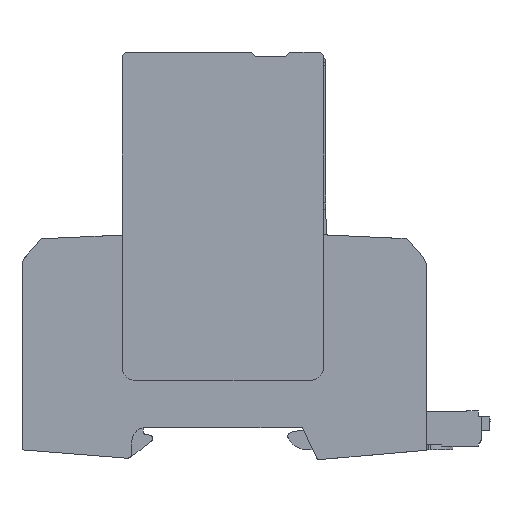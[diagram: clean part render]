
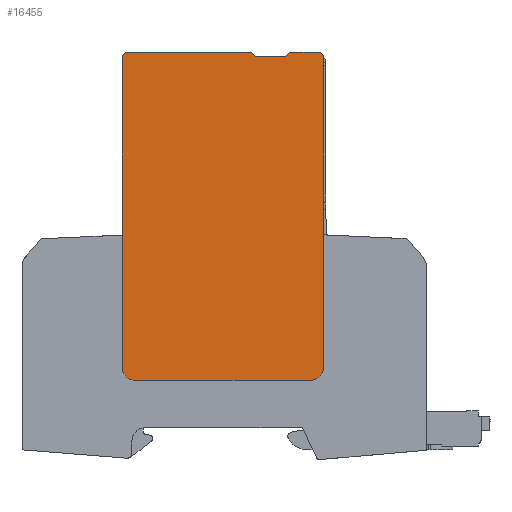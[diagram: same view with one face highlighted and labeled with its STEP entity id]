
A CAD part, left-side view. The second image highlights one B-rep face of the part: STEP entity #16455.
In plain terms, the highlighted planar face has unit normal (-1, 0, 0).
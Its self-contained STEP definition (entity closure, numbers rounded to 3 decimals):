
#16302=AXIS2_PLACEMENT_3D('Plane Axis2P3D',#16299,#16300,#16301) ;
#16299=CARTESIAN_POINT('Axis2P3D Location',(0.,81.127,17.703)) ;
#16305=CARTESIAN_POINT('Control Point',(0.,82.127,53.28)) ;
#16306=CARTESIAN_POINT('Control Point',(0.,82.127,46.765)) ;
#16307=CARTESIAN_POINT('Control Point',(0.,82.127,40.249)) ;
#16308=CARTESIAN_POINT('Control Point',(0.,82.127,33.734)) ;
#16309=CARTESIAN_POINT('Control Point',(0.,82.127,27.218)) ;
#16310=CARTESIAN_POINT('Control Point',(0.,82.127,20.703)) ;
#16311=CARTESIAN_POINT('Vertex',(0.,82.127,53.28)) ;
#16313=CARTESIAN_POINT('Vertex',(0.,82.127,20.703)) ;
#16317=CARTESIAN_POINT('Control Point',(0.,82.127,20.703)) ;
#16318=CARTESIAN_POINT('Control Point',(0.,82.127,19.76)) ;
#16319=CARTESIAN_POINT('Control Point',(0.,81.758,18.817)) ;
#16320=CARTESIAN_POINT('Control Point',(0.,81.013,18.072)) ;
#16321=CARTESIAN_POINT('Control Point',(0.,80.07,17.703)) ;
#16322=CARTESIAN_POINT('Control Point',(0.,79.127,17.703)) ;
#16323=CARTESIAN_POINT('Vertex',(0.,79.127,17.703)) ;
#16327=CARTESIAN_POINT('Control Point',(0.,79.127,17.703)) ;
#16328=CARTESIAN_POINT('Control Point',(0.,71.327,17.703)) ;
#16329=CARTESIAN_POINT('Control Point',(0.,63.527,17.703)) ;
#16330=CARTESIAN_POINT('Control Point',(0.,55.727,17.703)) ;
#16331=CARTESIAN_POINT('Control Point',(0.,47.927,17.703)) ;
#16332=CARTESIAN_POINT('Control Point',(0.,40.127,17.703)) ;
#16333=CARTESIAN_POINT('Vertex',(0.,40.127,17.703)) ;
#16337=CARTESIAN_POINT('Control Point',(0.,40.127,17.703)) ;
#16338=CARTESIAN_POINT('Control Point',(0.,39.185,17.703)) ;
#16339=CARTESIAN_POINT('Control Point',(0.,38.241,18.072)) ;
#16340=CARTESIAN_POINT('Control Point',(0.,37.496,18.817)) ;
#16341=CARTESIAN_POINT('Control Point',(0.,37.127,19.76)) ;
#16342=CARTESIAN_POINT('Control Point',(0.,37.127,20.703)) ;
#16343=CARTESIAN_POINT('Vertex',(0.,37.127,20.703)) ;
#16347=CARTESIAN_POINT('Control Point',(0.,37.127,20.703)) ;
#16348=CARTESIAN_POINT('Control Point',(0.,37.127,27.218)) ;
#16349=CARTESIAN_POINT('Control Point',(0.,37.127,33.734)) ;
#16350=CARTESIAN_POINT('Control Point',(0.,37.127,40.249)) ;
#16351=CARTESIAN_POINT('Control Point',(0.,37.127,46.765)) ;
#16352=CARTESIAN_POINT('Control Point',(0.,37.127,53.28)) ;
#16353=CARTESIAN_POINT('Vertex',(0.,37.127,53.28)) ;
#16357=CARTESIAN_POINT('Control Point',(0.,37.127,53.28)) ;
#16358=CARTESIAN_POINT('Control Point',(0.,37.127,59.144)) ;
#16359=CARTESIAN_POINT('Control Point',(0.,37.127,65.008)) ;
#16360=CARTESIAN_POINT('Control Point',(0.,37.127,70.872)) ;
#16361=CARTESIAN_POINT('Control Point',(0.,37.127,76.736)) ;
#16362=CARTESIAN_POINT('Control Point',(0.,37.127,82.6)) ;
#16363=CARTESIAN_POINT('Vertex',(0.,37.127,82.6)) ;
#16366=CARTESIAN_POINT('Line Origine',(0.,37.127,86.425)) ;
#16370=CARTESIAN_POINT('Vertex',(0.,37.127,90.25)) ;
#16373=CARTESIAN_POINT('Line Origine',(0.,37.502,90.625)) ;
#16377=CARTESIAN_POINT('Vertex',(0.,37.877,91.)) ;
#16380=CARTESIAN_POINT('Line Origine',(0.,41.302,91.)) ;
#16384=CARTESIAN_POINT('Vertex',(0.,44.727,91.)) ;
#16387=CARTESIAN_POINT('Line Origine',(0.,45.177,90.55)) ;
#16391=CARTESIAN_POINT('Vertex',(0.,45.627,90.1)) ;
#16394=CARTESIAN_POINT('Line Origine',(0.,48.977,90.1)) ;
#16398=CARTESIAN_POINT('Vertex',(0.,52.327,90.1)) ;
#16401=CARTESIAN_POINT('Line Origine',(0.,52.777,90.55)) ;
#16405=CARTESIAN_POINT('Vertex',(0.,53.227,91.)) ;
#16408=CARTESIAN_POINT('Line Origine',(0.,67.302,91.)) ;
#16412=CARTESIAN_POINT('Vertex',(0.,81.377,91.)) ;
#16415=CARTESIAN_POINT('Line Origine',(0.,81.752,90.625)) ;
#16419=CARTESIAN_POINT('Vertex',(0.,82.127,90.25)) ;
#16422=CARTESIAN_POINT('Line Origine',(0.,82.127,86.425)) ;
#16426=CARTESIAN_POINT('Vertex',(0.,82.127,82.6)) ;
#16430=CARTESIAN_POINT('Control Point',(0.,82.127,82.6)) ;
#16431=CARTESIAN_POINT('Control Point',(0.,82.127,76.736)) ;
#16432=CARTESIAN_POINT('Control Point',(0.,82.127,70.872)) ;
#16433=CARTESIAN_POINT('Control Point',(0.,82.127,65.008)) ;
#16434=CARTESIAN_POINT('Control Point',(0.,82.127,59.144)) ;
#16435=CARTESIAN_POINT('Control Point',(0.,82.127,53.28)) ;
#16300=DIRECTION('Axis2P3D Direction',(-1.,0.,0.)) ;
#16301=DIRECTION('Axis2P3D XDirection',(0.,1.,0.)) ;
#16367=DIRECTION('Vector Direction',(0.,0.,1.)) ;
#16374=DIRECTION('Vector Direction',(0.,0.707,0.707)) ;
#16381=DIRECTION('Vector Direction',(0.,1.,0.)) ;
#16388=DIRECTION('Vector Direction',(0.,0.707,-0.707)) ;
#16395=DIRECTION('Vector Direction',(0.,1.,0.)) ;
#16402=DIRECTION('Vector Direction',(0.,0.707,0.707)) ;
#16409=DIRECTION('Vector Direction',(0.,1.,0.)) ;
#16416=DIRECTION('Vector Direction',(0.,0.707,-0.707)) ;
#16423=DIRECTION('Vector Direction',(0.,0.,1.)) ;
#16368=VECTOR('Line Direction',#16367,1.) ;
#16375=VECTOR('Line Direction',#16374,1.) ;
#16382=VECTOR('Line Direction',#16381,1.) ;
#16389=VECTOR('Line Direction',#16388,1.) ;
#16396=VECTOR('Line Direction',#16395,1.) ;
#16403=VECTOR('Line Direction',#16402,1.) ;
#16410=VECTOR('Line Direction',#16409,1.) ;
#16417=VECTOR('Line Direction',#16416,1.) ;
#16424=VECTOR('Line Direction',#16423,1.) ;
#16438=ORIENTED_EDGE('',*,*,#16315,.T.) ;
#16439=ORIENTED_EDGE('',*,*,#16325,.T.) ;
#16440=ORIENTED_EDGE('',*,*,#16335,.T.) ;
#16441=ORIENTED_EDGE('',*,*,#16345,.T.) ;
#16442=ORIENTED_EDGE('',*,*,#16355,.T.) ;
#16443=ORIENTED_EDGE('',*,*,#16365,.T.) ;
#16444=ORIENTED_EDGE('',*,*,#16372,.T.) ;
#16445=ORIENTED_EDGE('',*,*,#16379,.T.) ;
#16446=ORIENTED_EDGE('',*,*,#16386,.T.) ;
#16447=ORIENTED_EDGE('',*,*,#16393,.T.) ;
#16448=ORIENTED_EDGE('',*,*,#16400,.T.) ;
#16449=ORIENTED_EDGE('',*,*,#16407,.T.) ;
#16450=ORIENTED_EDGE('',*,*,#16414,.T.) ;
#16451=ORIENTED_EDGE('',*,*,#16421,.T.) ;
#16452=ORIENTED_EDGE('',*,*,#16428,.F.) ;
#16453=ORIENTED_EDGE('',*,*,#16436,.T.) ;
#16455=ADVANCED_FACE('ABLEITER_1',(#16454),#16303,.T.) ;
#16304=B_SPLINE_CURVE_WITH_KNOTS('',5,(#16305,#16306,#16307,#16308,#16309,#16310),.UNSPECIFIED.,.F.,.U.,(6,6),(21.373,53.95),.UNSPECIFIED.) ;
#16316=B_SPLINE_CURVE_WITH_KNOTS('',5,(#16317,#16318,#16319,#16320,#16321,#16322),.UNSPECIFIED.,.F.,.U.,(6,6),(0.,4.965),.UNSPECIFIED.) ;
#16326=B_SPLINE_CURVE_WITH_KNOTS('',5,(#16327,#16328,#16329,#16330,#16331,#16332),.UNSPECIFIED.,.F.,.U.,(6,6),(0.,39.),.UNSPECIFIED.) ;
#16336=B_SPLINE_CURVE_WITH_KNOTS('',5,(#16337,#16338,#16339,#16340,#16341,#16342),.UNSPECIFIED.,.F.,.U.,(6,6),(0.,4.965),.UNSPECIFIED.) ;
#16346=B_SPLINE_CURVE_WITH_KNOTS('',5,(#16347,#16348,#16349,#16350,#16351,#16352),.UNSPECIFIED.,.F.,.U.,(6,6),(0.,32.577),.UNSPECIFIED.) ;
#16356=B_SPLINE_CURVE_WITH_KNOTS('',5,(#16357,#16358,#16359,#16360,#16361,#16362),.UNSPECIFIED.,.F.,.U.,(6,6),(23.981,53.3),.UNSPECIFIED.) ;
#16429=B_SPLINE_CURVE_WITH_KNOTS('',5,(#16430,#16431,#16432,#16433,#16434,#16435),.UNSPECIFIED.,.F.,.U.,(6,6),(0.65,29.969),.UNSPECIFIED.) ;
#16315=EDGE_CURVE('',#16312,#16314,#16304,.T.) ;
#16325=EDGE_CURVE('',#16314,#16324,#16316,.T.) ;
#16335=EDGE_CURVE('',#16324,#16334,#16326,.T.) ;
#16345=EDGE_CURVE('',#16334,#16344,#16336,.T.) ;
#16355=EDGE_CURVE('',#16344,#16354,#16346,.T.) ;
#16365=EDGE_CURVE('',#16354,#16364,#16356,.T.) ;
#16372=EDGE_CURVE('',#16364,#16371,#16369,.T.) ;
#16379=EDGE_CURVE('',#16371,#16378,#16376,.T.) ;
#16386=EDGE_CURVE('',#16378,#16385,#16383,.T.) ;
#16393=EDGE_CURVE('',#16385,#16392,#16390,.T.) ;
#16400=EDGE_CURVE('',#16392,#16399,#16397,.T.) ;
#16407=EDGE_CURVE('',#16399,#16406,#16404,.T.) ;
#16414=EDGE_CURVE('',#16406,#16413,#16411,.T.) ;
#16421=EDGE_CURVE('',#16413,#16420,#16418,.T.) ;
#16428=EDGE_CURVE('',#16427,#16420,#16425,.T.) ;
#16436=EDGE_CURVE('',#16427,#16312,#16429,.T.) ;
#16437=EDGE_LOOP('',(#16438,#16439,#16440,#16441,#16442,#16443,#16444,#16445,#16446,#16447,#16448,#16449,#16450,#16451,#16452,#16453)) ;
#16454=FACE_OUTER_BOUND('',#16437,.T.) ;
#16369=LINE('Line',#16366,#16368) ;
#16376=LINE('Line',#16373,#16375) ;
#16383=LINE('Line',#16380,#16382) ;
#16390=LINE('Line',#16387,#16389) ;
#16397=LINE('Line',#16394,#16396) ;
#16404=LINE('Line',#16401,#16403) ;
#16411=LINE('Line',#16408,#16410) ;
#16418=LINE('Line',#16415,#16417) ;
#16425=LINE('Line',#16422,#16424) ;
#16303=PLANE('',#16302) ;
#16312=VERTEX_POINT('',#16311) ;
#16314=VERTEX_POINT('',#16313) ;
#16324=VERTEX_POINT('',#16323) ;
#16334=VERTEX_POINT('',#16333) ;
#16344=VERTEX_POINT('',#16343) ;
#16354=VERTEX_POINT('',#16353) ;
#16364=VERTEX_POINT('',#16363) ;
#16371=VERTEX_POINT('',#16370) ;
#16378=VERTEX_POINT('',#16377) ;
#16385=VERTEX_POINT('',#16384) ;
#16392=VERTEX_POINT('',#16391) ;
#16399=VERTEX_POINT('',#16398) ;
#16406=VERTEX_POINT('',#16405) ;
#16413=VERTEX_POINT('',#16412) ;
#16420=VERTEX_POINT('',#16419) ;
#16427=VERTEX_POINT('',#16426) ;
